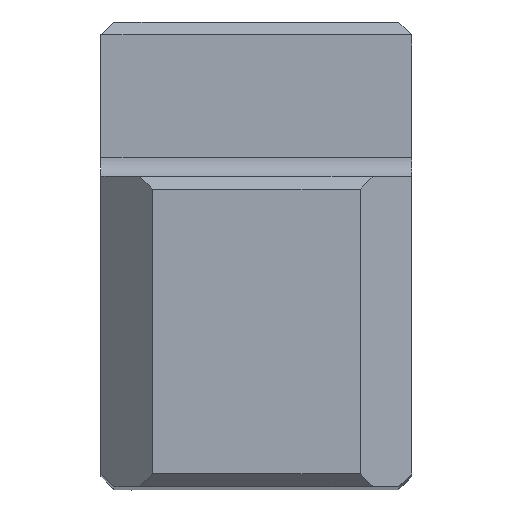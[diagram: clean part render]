
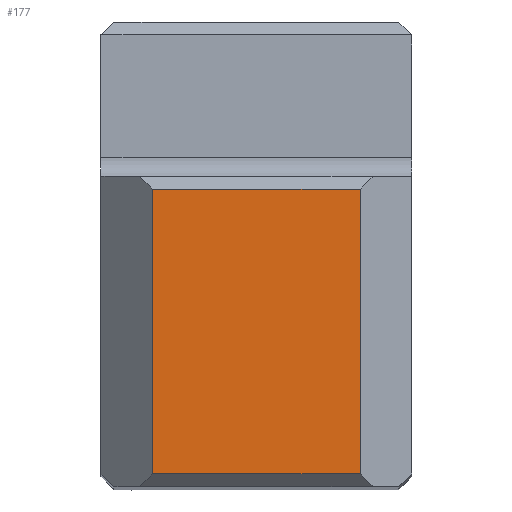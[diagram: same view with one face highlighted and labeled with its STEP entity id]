
A CAD part, top view. The second image highlights one B-rep face of the part: STEP entity #177.
In plain terms, the highlighted planar face has unit normal (0, 0, 1).
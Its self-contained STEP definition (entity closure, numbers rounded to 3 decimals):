
#143=PLANE('',#1045);
#177=ADVANCED_FACE('',(#233),#143,.F.);
#233=FACE_OUTER_BOUND('',#271,.T.);
#271=EDGE_LOOP('',(#594,#595,#596,#597));
#363=LINE('',#1506,#444);
#364=LINE('',#1509,#445);
#365=LINE('',#1511,#446);
#366=LINE('',#1513,#447);
#444=VECTOR('',#1220,1.);
#445=VECTOR('',#1221,1.);
#446=VECTOR('',#1222,1.);
#447=VECTOR('',#1223,1.);
#594=ORIENTED_EDGE('',*,*,#883,.T.);
#595=ORIENTED_EDGE('',*,*,#884,.T.);
#596=ORIENTED_EDGE('',*,*,#885,.T.);
#597=ORIENTED_EDGE('',*,*,#886,.T.);
#787=VERTEX_POINT('',#1507);
#788=VERTEX_POINT('',#1508);
#789=VERTEX_POINT('',#1510);
#790=VERTEX_POINT('',#1512);
#883=EDGE_CURVE('',#787,#788,#363,.T.);
#884=EDGE_CURVE('',#788,#789,#364,.T.);
#885=EDGE_CURVE('',#789,#790,#365,.T.);
#886=EDGE_CURVE('',#790,#787,#366,.T.);
#1045=AXIS2_PLACEMENT_3D('',#1514,#1224,#1225);
#1220=DIRECTION('',(0.,-1.,0.));
#1221=DIRECTION('',(1.,0.,0.));
#1222=DIRECTION('',(0.,1.,0.));
#1223=DIRECTION('',(-1.,0.,0.));
#1224=DIRECTION('',(0.,0.,-1.));
#1225=DIRECTION('',(0.,-1.,0.));
#1506=CARTESIAN_POINT('',(-9.992,0.,0.));
#1507=CARTESIAN_POINT('',(-9.992,11.475,0.));
#1508=CARTESIAN_POINT('',(-9.992,0.5,0.));
#1509=CARTESIAN_POINT('',(0.,0.5,0.));
#1510=CARTESIAN_POINT('',(-1.983,0.5,0.));
#1511=CARTESIAN_POINT('',(-1.983,0.,0.));
#1512=CARTESIAN_POINT('',(-1.983,11.475,0.));
#1513=CARTESIAN_POINT('',(0.,11.475,0.));
#1514=CARTESIAN_POINT('',(0.,0.,0.));
